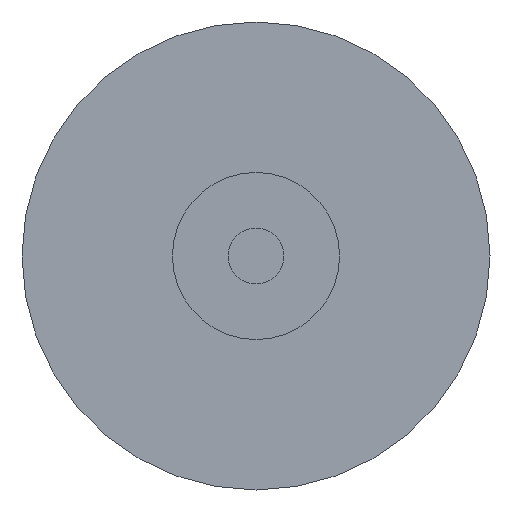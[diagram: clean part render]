
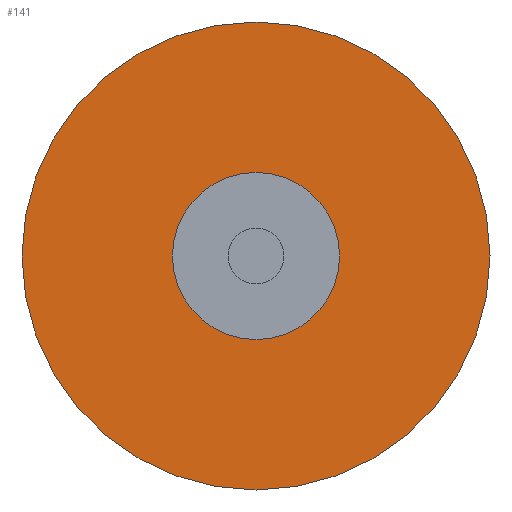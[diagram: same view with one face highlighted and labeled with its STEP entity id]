
A CAD part, front view. The second image highlights one B-rep face of the part: STEP entity #141.
In plain terms, the highlighted planar face has unit normal (0, -1, 0).
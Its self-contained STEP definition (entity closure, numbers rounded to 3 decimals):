
#18=FACE_BOUND('',#50,.T.);
#24=PLANE('',#176);
#35=FACE_OUTER_BOUND('',#49,.T.);
#49=EDGE_LOOP('',(#124));
#50=EDGE_LOOP('',(#125));
#66=CIRCLE('',#166,7.5);
#70=CIRCLE('',#174,21.);
#76=VERTEX_POINT('',#244);
#80=VERTEX_POINT('',#258);
#89=EDGE_CURVE('',#76,#76,#66,.T.);
#95=EDGE_CURVE('',#80,#80,#70,.T.);
#124=ORIENTED_EDGE('',*,*,#95,.F.);
#125=ORIENTED_EDGE('',*,*,#89,.T.);
#141=ADVANCED_FACE('',(#35,#18),#24,.F.);
#166=AXIS2_PLACEMENT_3D('',#246,#202,#203);
#174=AXIS2_PLACEMENT_3D('',#260,#220,#221);
#176=AXIS2_PLACEMENT_3D('',#262,#224,#225);
#202=DIRECTION('center_axis',(0.,1.,0.));
#203=DIRECTION('ref_axis',(1.,0.,0.));
#220=DIRECTION('center_axis',(0.,1.,0.));
#221=DIRECTION('ref_axis',(1.,0.,0.));
#224=DIRECTION('center_axis',(0.,1.,0.));
#225=DIRECTION('ref_axis',(1.,0.,0.));
#244=CARTESIAN_POINT('',(-7.5,0.,0.));
#246=CARTESIAN_POINT('Origin',(0.,0.,0.));
#258=CARTESIAN_POINT('',(-21.,0.,0.));
#260=CARTESIAN_POINT('Origin',(0.,0.,0.));
#262=CARTESIAN_POINT('Origin',(0.,0.,0.));
